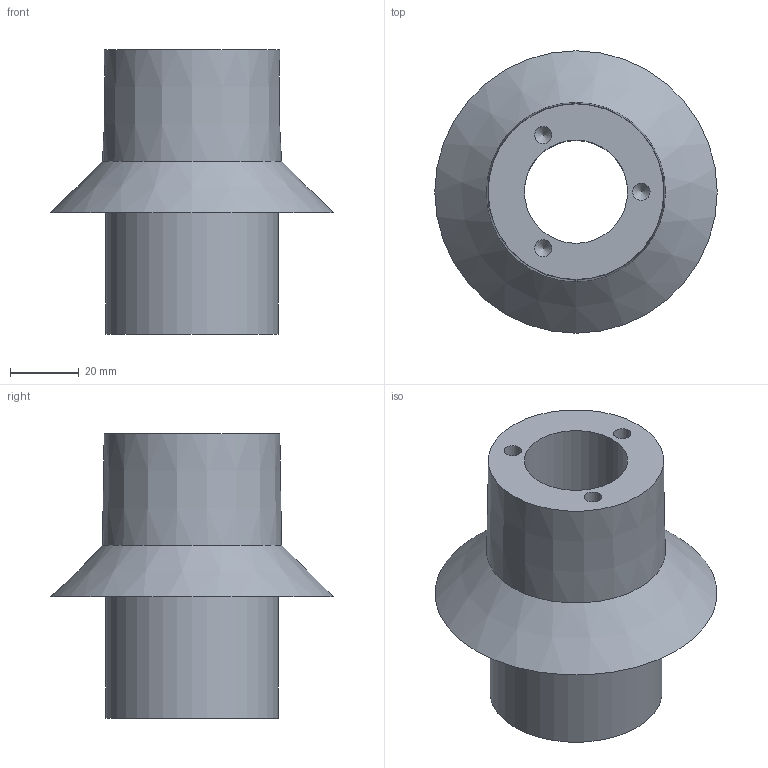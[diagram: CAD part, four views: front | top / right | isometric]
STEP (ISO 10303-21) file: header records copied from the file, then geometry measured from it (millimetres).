
FILE_DESCRIPTION(('FreeCAD Model'),'2;1');
FILE_NAME('Open CASCADE Shape Model','2025-03-02T12:12:36',(''),(''), 'Open CASCADE STEP processor 7.8','FreeCAD','Unknown');
FILE_SCHEMA(('AUTOMOTIVE_DESIGN { 1 0 10303 214 1 1 1 1 }'));
Length unit declared in the file: millimetre
Products named in the file (1): SpindleFront
Bounding box: 82 x 82 x 82.5 mm (x, y, z)
Volume: 131391.5 mm3; surface area: 29260.6 mm2
Topology: 1 solids, 1 shells, 13 faces, 26 edges, 16 vertices
Faces by surface type: cone 5, cylinder 5, plane 3
Full cylindrical faces by diameter (mm): 5 x3, 30 x1, 50 x1
Entity records: 665 total; most frequent: CARTESIAN_POINT 123, DIRECTION 106, LINE 47, VECTOR 47, ORIENTED_EDGE 46, PCURVE 46, DEFINITIONAL_REPRESENTATION 46, AXIS2_PLACEMENT_3D 27
